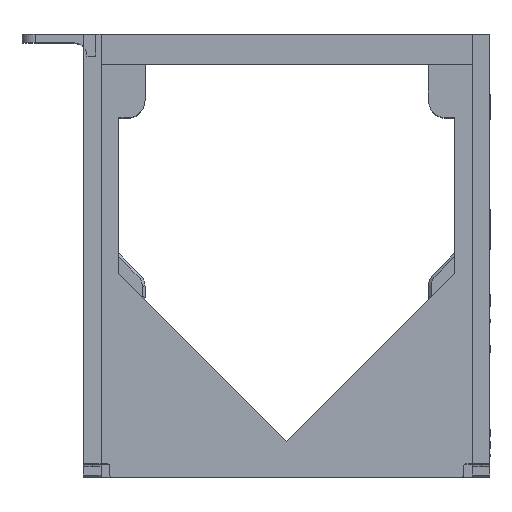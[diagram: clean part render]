
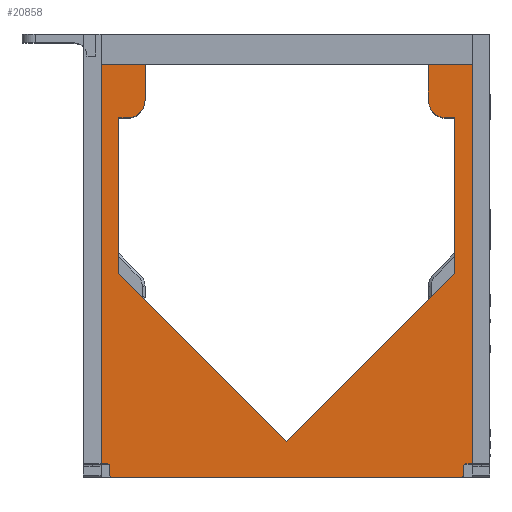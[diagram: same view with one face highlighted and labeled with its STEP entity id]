
A CAD part, top view. The second image highlights one B-rep face of the part: STEP entity #20858.
In plain terms, the highlighted planar face has unit normal (0, 0, 1).
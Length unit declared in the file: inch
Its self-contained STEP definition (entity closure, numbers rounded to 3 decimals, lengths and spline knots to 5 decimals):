
#1223=CIRCLE('',#22684,0.025);
#1224=CIRCLE('',#22687,0.025);
#1226=CIRCLE('',#22691,0.2);
#1227=CIRCLE('',#22692,0.2);
#1228=CIRCLE('',#22693,0.025);
#1229=CIRCLE('',#22694,0.025);
#2624=FACE_OUTER_BOUND('',#3884,.T.);
#3884=EDGE_LOOP('',(#18636,#18637,#18638,#18639,#18640,#18641,#18642,#18643,
#18644,#18645,#18646,#18647,#18648,#18649,#18650,#18651,#18652,#18653,#18654,
#18655,#18656,#18657,#18658));
#5931=LINE('',#36125,#8056);
#5934=LINE('',#36137,#8059);
#5939=LINE('',#36146,#8064);
#5940=LINE('',#36148,#8065);
#5941=LINE('',#36150,#8066);
#5942=LINE('',#36152,#8067);
#5943=LINE('',#36156,#8068);
#5944=LINE('',#36158,#8069);
#5945=LINE('',#36160,#8070);
#5946=LINE('',#36162,#8071);
#5947=LINE('',#36164,#8072);
#5948=LINE('',#36166,#8073);
#5949=LINE('',#36170,#8074);
#5950=LINE('',#36172,#8075);
#5951=LINE('',#36174,#8076);
#5952=LINE('',#36176,#8077);
#5953=LINE('',#36180,#8078);
#8056=VECTOR('',#28187,0.3937);
#8059=VECTOR('',#28198,0.3937);
#8064=VECTOR('',#28205,0.3937);
#8065=VECTOR('',#28206,0.3937);
#8066=VECTOR('',#28207,0.3937);
#8067=VECTOR('',#28208,0.3937);
#8068=VECTOR('',#28211,0.3937);
#8069=VECTOR('',#28212,0.3937);
#8070=VECTOR('',#28213,0.3937);
#8071=VECTOR('',#28214,0.3937);
#8072=VECTOR('',#28215,0.3937);
#8073=VECTOR('',#28216,0.3937);
#8074=VECTOR('',#28219,0.3937);
#8075=VECTOR('',#28220,0.3937);
#8076=VECTOR('',#28221,0.3937);
#8077=VECTOR('',#28222,0.3937);
#8078=VECTOR('',#28225,0.3937);
#9911=VERTEX_POINT('',#36115);
#9912=VERTEX_POINT('',#36117);
#9914=VERTEX_POINT('',#36123);
#9915=VERTEX_POINT('',#36127);
#9916=VERTEX_POINT('',#36128);
#9919=VERTEX_POINT('',#36136);
#9923=VERTEX_POINT('',#36147);
#9924=VERTEX_POINT('',#36149);
#9925=VERTEX_POINT('',#36151);
#9926=VERTEX_POINT('',#36153);
#9927=VERTEX_POINT('',#36155);
#9928=VERTEX_POINT('',#36157);
#9929=VERTEX_POINT('',#36159);
#9930=VERTEX_POINT('',#36161);
#9931=VERTEX_POINT('',#36163);
#9932=VERTEX_POINT('',#36165);
#9933=VERTEX_POINT('',#36167);
#9934=VERTEX_POINT('',#36169);
#9935=VERTEX_POINT('',#36171);
#9936=VERTEX_POINT('',#36173);
#9937=VERTEX_POINT('',#36175);
#9938=VERTEX_POINT('',#36177);
#9939=VERTEX_POINT('',#36179);
#12837=EDGE_CURVE('',#9911,#9912,#1223,.T.);
#12841=EDGE_CURVE('',#9911,#9914,#5931,.T.);
#12842=EDGE_CURVE('',#9915,#9916,#1224,.T.);
#12846=EDGE_CURVE('',#9916,#9919,#5934,.T.);
#12851=EDGE_CURVE('',#9915,#9912,#5939,.T.);
#12852=EDGE_CURVE('',#9914,#9923,#5940,.T.);
#12853=EDGE_CURVE('',#9923,#9924,#5941,.T.);
#12854=EDGE_CURVE('',#9925,#9924,#5942,.T.);
#12855=EDGE_CURVE('',#9926,#9925,#1226,.T.);
#12856=EDGE_CURVE('',#9927,#9926,#5943,.T.);
#12857=EDGE_CURVE('',#9927,#9928,#5944,.T.);
#12858=EDGE_CURVE('',#9928,#9929,#5945,.T.);
#12859=EDGE_CURVE('',#9930,#9929,#5946,.T.);
#12860=EDGE_CURVE('',#9931,#9930,#5947,.T.);
#12861=EDGE_CURVE('',#9931,#9932,#5948,.T.);
#12862=EDGE_CURVE('',#9932,#9933,#1227,.T.);
#12863=EDGE_CURVE('',#9933,#9934,#5949,.T.);
#12864=EDGE_CURVE('',#9934,#9935,#5950,.T.);
#12865=EDGE_CURVE('',#9935,#9936,#5951,.T.);
#12866=EDGE_CURVE('',#9936,#9937,#5952,.T.);
#12867=EDGE_CURVE('',#9938,#9937,#1228,.T.);
#12868=EDGE_CURVE('',#9938,#9939,#5953,.T.);
#12869=EDGE_CURVE('',#9919,#9939,#1229,.T.);
#18636=ORIENTED_EDGE('',*,*,#12842,.F.);
#18637=ORIENTED_EDGE('',*,*,#12851,.T.);
#18638=ORIENTED_EDGE('',*,*,#12837,.F.);
#18639=ORIENTED_EDGE('',*,*,#12841,.T.);
#18640=ORIENTED_EDGE('',*,*,#12852,.T.);
#18641=ORIENTED_EDGE('',*,*,#12853,.T.);
#18642=ORIENTED_EDGE('',*,*,#12854,.F.);
#18643=ORIENTED_EDGE('',*,*,#12855,.F.);
#18644=ORIENTED_EDGE('',*,*,#12856,.F.);
#18645=ORIENTED_EDGE('',*,*,#12857,.T.);
#18646=ORIENTED_EDGE('',*,*,#12858,.T.);
#18647=ORIENTED_EDGE('',*,*,#12859,.F.);
#18648=ORIENTED_EDGE('',*,*,#12860,.F.);
#18649=ORIENTED_EDGE('',*,*,#12861,.T.);
#18650=ORIENTED_EDGE('',*,*,#12862,.T.);
#18651=ORIENTED_EDGE('',*,*,#12863,.T.);
#18652=ORIENTED_EDGE('',*,*,#12864,.T.);
#18653=ORIENTED_EDGE('',*,*,#12865,.T.);
#18654=ORIENTED_EDGE('',*,*,#12866,.T.);
#18655=ORIENTED_EDGE('',*,*,#12867,.F.);
#18656=ORIENTED_EDGE('',*,*,#12868,.T.);
#18657=ORIENTED_EDGE('',*,*,#12869,.F.);
#18658=ORIENTED_EDGE('',*,*,#12846,.F.);
#19662=PLANE('',#22690);
#20858=ADVANCED_FACE('',(#2624),#19662,.T.);
#22684=AXIS2_PLACEMENT_3D('',#36118,#28180,#28181);
#22687=AXIS2_PLACEMENT_3D('',#36129,#28190,#28191);
#22690=AXIS2_PLACEMENT_3D('',#36145,#28203,#28204);
#22691=AXIS2_PLACEMENT_3D('',#36154,#28209,#28210);
#22692=AXIS2_PLACEMENT_3D('',#36168,#28217,#28218);
#22693=AXIS2_PLACEMENT_3D('',#36178,#28223,#28224);
#22694=AXIS2_PLACEMENT_3D('',#36181,#28226,#28227);
#28180=DIRECTION('center_axis',(0.,0.,1.));
#28181=DIRECTION('ref_axis',(-0.707,0.707,0.));
#28187=DIRECTION('',(1.,0.,0.));
#28190=DIRECTION('center_axis',(0.,0.,-1.));
#28191=DIRECTION('ref_axis',(0.707,-0.707,0.));
#28198=DIRECTION('',(-1.,0.,0.));
#28203=DIRECTION('center_axis',(0.,0.,1.));
#28204=DIRECTION('ref_axis',(0.,1.,0.));
#28205=DIRECTION('',(0.,1.,0.));
#28206=DIRECTION('',(0.,1.,0.));
#28207=DIRECTION('',(-1.,0.,0.));
#28208=DIRECTION('',(0.,1.,0.));
#28209=DIRECTION('center_axis',(0.,0.,-1.));
#28210=DIRECTION('ref_axis',(-0.707,-0.707,0.));
#28211=DIRECTION('',(-1.,0.,0.));
#28212=DIRECTION('',(0.,-1.,0.));
#28213=DIRECTION('',(-0.707,-0.707,0.));
#28214=DIRECTION('',(0.707,-0.707,0.));
#28215=DIRECTION('',(0.,-1.,0.));
#28216=DIRECTION('',(1.,0.,0.));
#28217=DIRECTION('center_axis',(0.,0.,1.));
#28218=DIRECTION('ref_axis',(0.707,-0.707,0.));
#28219=DIRECTION('',(0.,1.,0.));
#28220=DIRECTION('',(-1.,0.,0.));
#28221=DIRECTION('',(0.,-1.,0.));
#28222=DIRECTION('',(1.,0.,0.));
#28223=DIRECTION('center_axis',(0.,0.,1.));
#28224=DIRECTION('ref_axis',(0.707,0.707,0.));
#28225=DIRECTION('',(0.,-1.,0.));
#28226=DIRECTION('center_axis',(0.,0.,-1.));
#28227=DIRECTION('ref_axis',(-0.707,-0.707,0.));
#36115=CARTESIAN_POINT('',(15.13456,0.67658,8.7079));
#36117=CARTESIAN_POINT('',(15.10956,0.65158,8.7079));
#36118=CARTESIAN_POINT('Origin',(15.13456,0.65158,8.7079));
#36123=CARTESIAN_POINT('',(15.20948,0.67658,8.7079));
#36125=CARTESIAN_POINT('',(15.1345,0.67658,8.7079));
#36127=CARTESIAN_POINT('',(15.10956,0.55158,8.7079));
#36128=CARTESIAN_POINT('',(15.08456,0.52658,8.7079));
#36129=CARTESIAN_POINT('Origin',(15.08456,0.55158,8.7079));
#36136=CARTESIAN_POINT('',(11.1144,0.52658,8.7079));
#36137=CARTESIAN_POINT('',(10.88948,0.52658,8.7079));
#36145=CARTESIAN_POINT('Origin',(15.00948,4.81058,8.7079));
#36146=CARTESIAN_POINT('',(15.10956,2.66858,8.7079));
#36147=CARTESIAN_POINT('',(15.20948,5.21901,8.7079));
#36148=CARTESIAN_POINT('',(15.20948,3.91698,8.7079));
#36149=CARTESIAN_POINT('',(14.7099,5.21901,8.7079));
#36150=CARTESIAN_POINT('',(14.05448,5.21901,8.7079));
#36151=CARTESIAN_POINT('',(14.7099,4.81058,8.7079));
#36152=CARTESIAN_POINT('',(14.7099,5.38308,8.7079));
#36153=CARTESIAN_POINT('',(14.9099,4.61058,8.7079));
#36154=CARTESIAN_POINT('Origin',(14.9099,4.81058,8.7079));
#36155=CARTESIAN_POINT('',(15.00948,4.61058,8.7079));
#36156=CARTESIAN_POINT('',(15.00948,4.61058,8.7079));
#36157=CARTESIAN_POINT('',(15.00948,2.83658,8.7079));
#36158=CARTESIAN_POINT('',(15.00948,4.6907,8.7079));
#36159=CARTESIAN_POINT('',(13.09948,0.92658,8.7079));
#36160=CARTESIAN_POINT('',(16.01725,3.84435,8.7079));
#36161=CARTESIAN_POINT('',(11.18948,2.83658,8.7079));
#36162=CARTESIAN_POINT('',(10.18171,3.84435,8.7079));
#36163=CARTESIAN_POINT('',(11.18948,4.61058,8.7079));
#36164=CARTESIAN_POINT('',(11.18948,2.92658,8.7079));
#36165=CARTESIAN_POINT('',(11.28906,4.61058,8.7079));
#36166=CARTESIAN_POINT('',(11.18948,4.61058,8.7079));
#36167=CARTESIAN_POINT('',(11.48906,4.81058,8.7079));
#36168=CARTESIAN_POINT('Origin',(11.28906,4.81058,8.7079));
#36169=CARTESIAN_POINT('',(11.48906,5.21901,8.7079));
#36170=CARTESIAN_POINT('',(11.48906,5.38308,8.7079));
#36171=CARTESIAN_POINT('',(10.98948,5.21901,8.7079));
#36172=CARTESIAN_POINT('',(14.05448,5.21901,8.7079));
#36173=CARTESIAN_POINT('',(10.98948,0.67658,8.7079));
#36174=CARTESIAN_POINT('',(10.98948,3.91699,8.7079));
#36175=CARTESIAN_POINT('',(11.0644,0.67658,8.7079));
#36176=CARTESIAN_POINT('',(12.97446,0.67658,8.7079));
#36177=CARTESIAN_POINT('',(11.0894,0.65158,8.7079));
#36178=CARTESIAN_POINT('Origin',(11.0644,0.65158,8.7079));
#36179=CARTESIAN_POINT('',(11.0894,0.55158,8.7079));
#36180=CARTESIAN_POINT('',(11.0894,2.66858,8.7079));
#36181=CARTESIAN_POINT('Origin',(11.1144,0.55158,8.7079));
